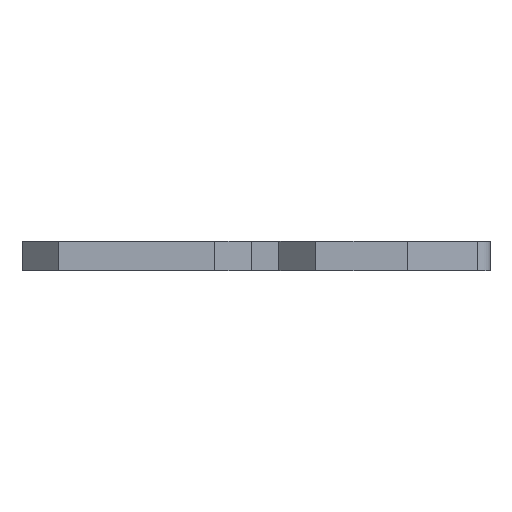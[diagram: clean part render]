
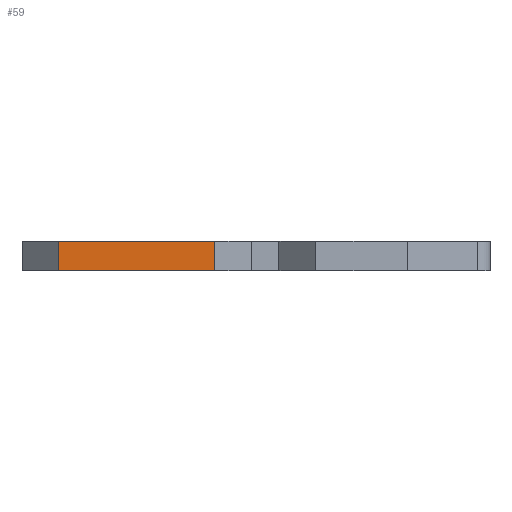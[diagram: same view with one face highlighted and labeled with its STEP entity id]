
A CAD part, left-side view. The second image highlights one B-rep face of the part: STEP entity #59.
In plain terms, the highlighted planar face has unit normal (-1, 0, 0).
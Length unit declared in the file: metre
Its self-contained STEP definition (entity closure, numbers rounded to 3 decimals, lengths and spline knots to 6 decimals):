
#59 = ADVANCED_FACE( '', ( #105 ), #106, .T. );
#105 = FACE_OUTER_BOUND( '', #168, .T. );
#106 = PLANE( '', #169 );
#168 = EDGE_LOOP( '', ( #312, #313, #314, #315 ) );
#169 = AXIS2_PLACEMENT_3D( '', #316, #317, #318 );
#312 = ORIENTED_EDGE( '', *, *, #456, .T. );
#313 = ORIENTED_EDGE( '', *, *, #506, .F. );
#314 = ORIENTED_EDGE( '', *, *, #507, .F. );
#315 = ORIENTED_EDGE( '', *, *, #477, .T. );
#316 = CARTESIAN_POINT( '', ( 0., 0.011938, -0.000406 ) );
#317 = DIRECTION( '', ( -1., 0., 0. ) );
#318 = DIRECTION( '', ( 0., 0., 1. ) );
#456 = EDGE_CURVE( '', #540, #538, #541, .T. );
#477 = EDGE_CURVE( '', #580, #540, #581, .T. );
#506 = EDGE_CURVE( '', #630, #538, #631, .T. );
#507 = EDGE_CURVE( '', #580, #630, #632, .T. );
#538 = VERTEX_POINT( '', #673 );
#540 = VERTEX_POINT( '', #676 );
#541 = LINE( '', #677, #678 );
#580 = VERTEX_POINT( '', #735 );
#581 = LINE( '', #736, #737 );
#630 = VERTEX_POINT( '', #812 );
#631 = LINE( '', #813, #814 );
#632 = LINE( '', #815, #816 );
#673 = CARTESIAN_POINT( '', ( 0., 0.00762, 0.000406 ) );
#676 = CARTESIAN_POINT( '', ( 0., 0.00762, -0.000406 ) );
#677 = CARTESIAN_POINT( '', ( 0., 0.00762, -0.000406 ) );
#678 = VECTOR( '', #870, 1. );
#735 = CARTESIAN_POINT( '', ( 0., 0.011938, -0.000406 ) );
#736 = CARTESIAN_POINT( '', ( 0., 0.011938, -0.000406 ) );
#737 = VECTOR( '', #895, 1. );
#812 = CARTESIAN_POINT( '', ( 0., 0.011938, 0.000406 ) );
#813 = CARTESIAN_POINT( '', ( 0., 0.011938, 0.000406 ) );
#814 = VECTOR( '', #928, 1. );
#815 = CARTESIAN_POINT( '', ( 0., 0.011938, -0.000406 ) );
#816 = VECTOR( '', #929, 1. );
#870 = DIRECTION( '', ( 0., 0., 1. ) );
#895 = DIRECTION( '', ( 0., -1., 0. ) );
#928 = DIRECTION( '', ( 0., -1., 0. ) );
#929 = DIRECTION( '', ( 0., 0., 1. ) );
